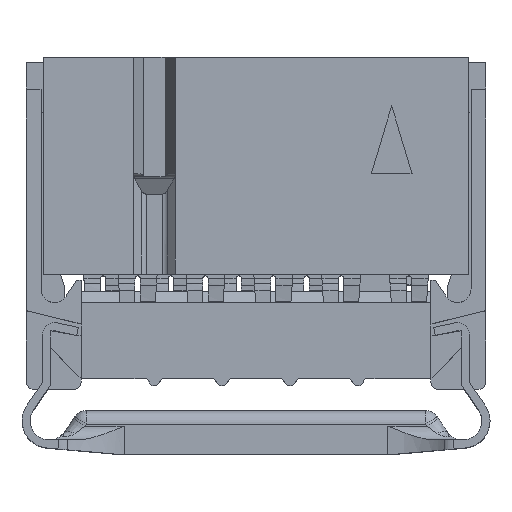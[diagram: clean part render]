
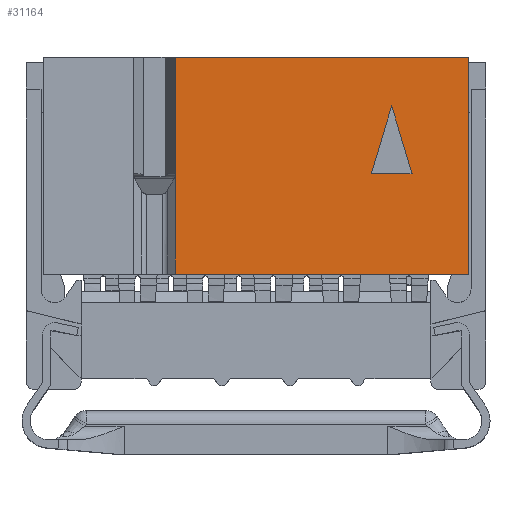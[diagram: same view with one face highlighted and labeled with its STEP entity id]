
A CAD part, top view. The second image highlights one B-rep face of the part: STEP entity #31164.
In plain terms, the highlighted planar face has unit normal (0, 0, 1).
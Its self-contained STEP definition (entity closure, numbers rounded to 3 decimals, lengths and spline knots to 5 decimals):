
#91=FACE_BOUND('',#4508,.T.);
#2855=FACE_OUTER_BOUND('',#4507,.T.);
#4507=EDGE_LOOP('',(#26892,#26893,#26894,#26895,#26896));
#4508=EDGE_LOOP('',(#26897,#26898,#26899));
#7582=LINE('',#50720,#11095);
#7591=LINE('',#50736,#11104);
#7653=LINE('',#50882,#11166);
#7660=LINE('',#50895,#11173);
#7727=LINE('',#51026,#11240);
#7729=LINE('',#51032,#11242);
#7733=LINE('',#51040,#11246);
#7736=LINE('',#51045,#11249);
#11095=VECTOR('',#39654,0.3937);
#11104=VECTOR('',#39665,0.3937);
#11166=VECTOR('',#39767,0.3937);
#11173=VECTOR('',#39782,0.3937);
#11240=VECTOR('',#39855,0.3937);
#11242=VECTOR('',#39861,0.3937);
#11246=VECTOR('',#39867,0.3937);
#11249=VECTOR('',#39872,0.3937);
#13892=VERTEX_POINT('',#50717);
#13893=VERTEX_POINT('',#50719);
#13899=VERTEX_POINT('',#50734);
#13961=VERTEX_POINT('',#50874);
#13963=VERTEX_POINT('',#50880);
#14027=VERTEX_POINT('',#51030);
#14028=VERTEX_POINT('',#51031);
#14031=VERTEX_POINT('',#51039);
#17948=EDGE_CURVE('',#13893,#13892,#7582,.T.);
#17957=EDGE_CURVE('',#13892,#13899,#7591,.T.);
#18029=EDGE_CURVE('',#13961,#13963,#7653,.T.);
#18036=EDGE_CURVE('',#13963,#13893,#7660,.T.);
#18103=EDGE_CURVE('',#13899,#13961,#7727,.T.);
#18105=EDGE_CURVE('',#14027,#14028,#7729,.T.);
#18109=EDGE_CURVE('',#14028,#14031,#7733,.T.);
#18112=EDGE_CURVE('',#14031,#14027,#7736,.T.);
#26892=ORIENTED_EDGE('',*,*,#18103,.T.);
#26893=ORIENTED_EDGE('',*,*,#18029,.T.);
#26894=ORIENTED_EDGE('',*,*,#18036,.T.);
#26895=ORIENTED_EDGE('',*,*,#17948,.T.);
#26896=ORIENTED_EDGE('',*,*,#17957,.T.);
#26897=ORIENTED_EDGE('',*,*,#18105,.T.);
#26898=ORIENTED_EDGE('',*,*,#18109,.T.);
#26899=ORIENTED_EDGE('',*,*,#18112,.T.);
#28013=PLANE('',#33128);
#31164=ADVANCED_FACE('',(#2855,#91),#28013,.T.);
#33128=AXIS2_PLACEMENT_3D('',#51659,#40526,#40527);
#39654=DIRECTION('',(0.,1.,0.));
#39665=DIRECTION('',(-1.,0.,0.));
#39767=DIRECTION('',(0.,-1.,0.));
#39782=DIRECTION('',(1.,0.,0.));
#39855=DIRECTION('',(0.,-1.,0.));
#39861=DIRECTION('',(0.287,-0.958,0.));
#39867=DIRECTION('',(-1.,0.,0.));
#39872=DIRECTION('',(0.287,0.958,0.));
#40526=DIRECTION('center_axis',(0.,0.,1.));
#40527=DIRECTION('ref_axis',(1.,0.,0.));
#50717=CARTESIAN_POINT('',(0.07675,0.06134,0.1175));
#50719=CARTESIAN_POINT('',(0.07675,-0.25866,0.1175));
#50720=CARTESIAN_POINT('',(0.07675,-0.25866,0.1175));
#50734=CARTESIAN_POINT('',(-0.35625,0.06134,0.1175));
#50736=CARTESIAN_POINT('',(0.07675,0.06134,0.1175));
#50874=CARTESIAN_POINT('',(-0.35625,-0.11066,0.1175));
#50880=CARTESIAN_POINT('',(-0.35625,-0.25866,0.1175));
#50882=CARTESIAN_POINT('',(-0.35625,-0.01866,0.1175));
#50895=CARTESIAN_POINT('',(-0.55125,-0.25866,0.1175));
#51026=CARTESIAN_POINT('',(-0.35625,-0.01866,0.1175));
#51030=CARTESIAN_POINT('',(-0.03725,-0.01066,0.1175));
#51031=CARTESIAN_POINT('',(-0.00725,-0.11066,0.1175));
#51032=CARTESIAN_POINT('',(-0.0184,-0.0735,0.1175));
#51039=CARTESIAN_POINT('',(-0.06725,-0.11066,0.1175));
#51040=CARTESIAN_POINT('',(-0.15225,-0.11066,0.1175));
#51045=CARTESIAN_POINT('',(-0.05762,-0.07855,0.1175));
#51659=CARTESIAN_POINT('Origin',(-0.23725,-0.09866,
0.1175));
